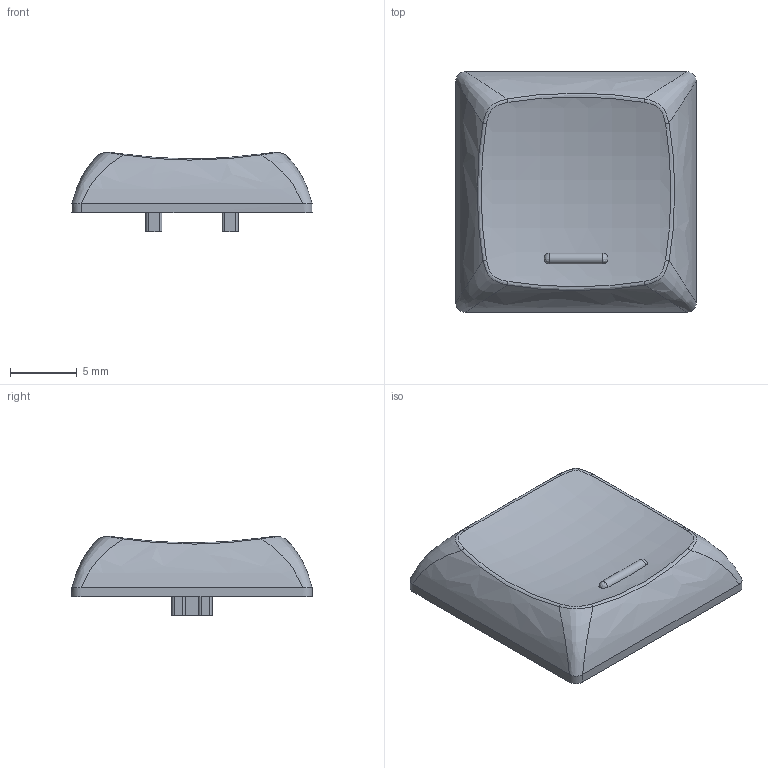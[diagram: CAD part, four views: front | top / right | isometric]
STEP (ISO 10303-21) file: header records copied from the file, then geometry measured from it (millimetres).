
FILE_DESCRIPTION(/* description */ (''),/* implementation_level */ '2;1');
FILE_NAME(/* name */ '100_homing',/* time_stamp */ '2022-08-28T20:36:03+02:00',/* author */ (''),/* organization */ (''),/* preprocessor_version */ 'ST-DEVELOPER v16.5',/* originating_system */ 'Rhino 7.21',/* authorisation */ '');
FILE_SCHEMA (('CONFIG_CONTROL_DESIGN'));
Length unit declared in the file: millimetre
Products named in the file (1): Document
Bounding box: 18 x 18 x 5.94 mm (x, y, z)
Volume: 585.8 mm3; surface area: 1010.5 mm2
Topology: 1 solids, 1 shells, 90 faces, 237 edges, 152 vertices
Faces by surface type: bspline 32, plane 31, cylinder 27
Entity records: 5963 total; most frequent: CARTESIAN_POINT 4449, ORIENTED_EDGE 470, EDGE_CURVE 235, VERTEX_POINT 152, B_SPLINE_CURVE_WITH_KNOTS 107, EDGE_LOOP 95, ADVANCED_FACE 90, FACE_OUTER_BOUND 90
